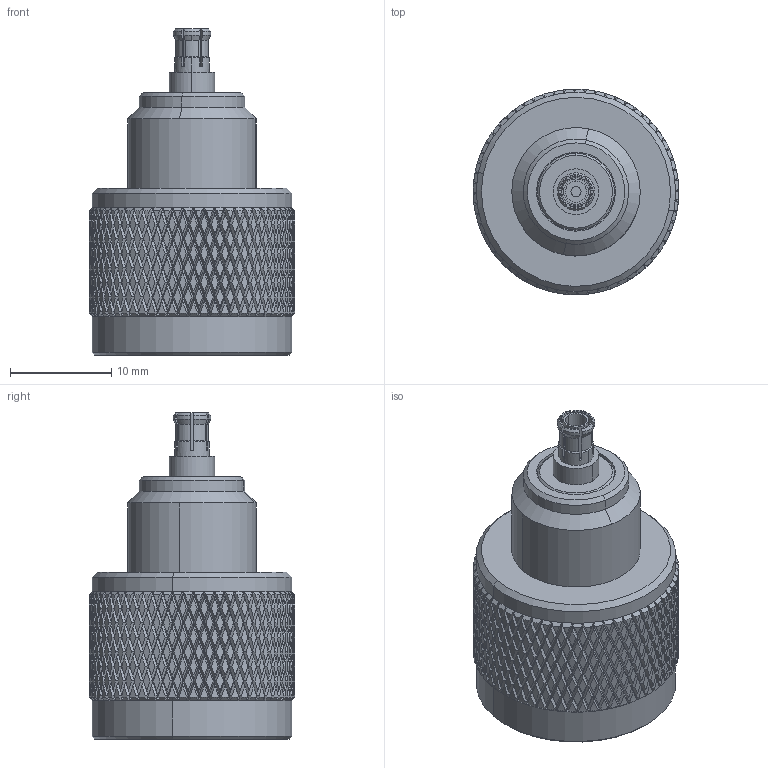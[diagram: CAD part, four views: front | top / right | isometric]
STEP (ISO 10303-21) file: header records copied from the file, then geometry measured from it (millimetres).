
FILE_DESCRIPTION (( 'STEP AP203' ), '1' );
FILE_NAME ('FMAD1304_3D.STEP', '2022-03-18T23:04:30', ( '' ), ( '' ), 'SwSTEP 2.0', 'SolidWorks 2021', '' );
FILE_SCHEMA (( 'CONFIG_CONTROL_DESIGN' ));
Products named in the file (3): Copy of MCX Plug Body for adapter^FMAD1304; Copy of N Male_body^FMAD1304; FMAD1304_3D
Assembly tree (2 placements, depth 2):
  FMAD1304_3D
    Copy of MCX Plug Body for adapter^FMAD1304
    Copy of N Male_body^FMAD1304
Bounding box: 20.32 x 20.32 x 32.24 mm (x, y, z)
Volume: 4609.8 mm3; surface area: 3757.2 mm2
Topology: 2 solids, 2 shells, 2823 faces, 5988 edges, 3180 vertices
Faces by surface type: bspline 2163, cylinder 543, cone 60, plane 55, torus 2
Entity records: 106934 total; most frequent: CARTESIAN_POINT 69960, ORIENTED_EDGE 11976, EDGE_CURVE 5988, VERTEX_POINT 3180, EDGE_LOOP 2836, FACE_OUTER_BOUND 2823, ADVANCED_FACE 2823, B_SPLINE_CURVE_WITH_KNOTS 2597
